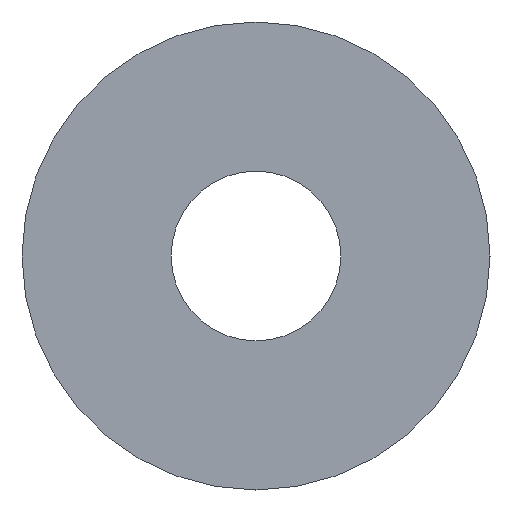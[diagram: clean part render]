
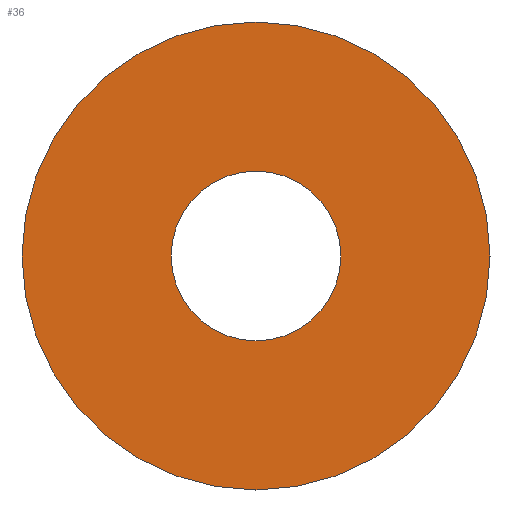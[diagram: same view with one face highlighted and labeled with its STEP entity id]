
A CAD part, left-side view. The second image highlights one B-rep face of the part: STEP entity #36.
In plain terms, the highlighted planar face has unit normal (-1, 0, 0).
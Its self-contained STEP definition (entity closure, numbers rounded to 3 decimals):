
#24 = VERTEX_POINT ( 'NONE', #341 ) ;
#31 = CARTESIAN_POINT ( 'NONE',  ( -1.5, 0., 0. ) ) ;
#36 = ADVANCED_FACE ( 'NONE', ( #416, #183 ), #64, .F. ) ;
#61 = CARTESIAN_POINT ( 'NONE',  ( -1.5, 4.55, 0. ) ) ;
#64 = PLANE ( 'NONE',  #283 ) ;
#69 = DIRECTION ( 'NONE',  ( 0., 0., -1. ) ) ;
#74 = EDGE_CURVE ( 'NONE', #24, #147, #417, .T. ) ;
#78 = DIRECTION ( 'NONE',  ( 1., 0., 0. ) ) ;
#80 = CIRCLE ( 'NONE', #96, 4.55 ) ;
#83 = DIRECTION ( 'NONE',  ( 0., 0., -1. ) ) ;
#93 = EDGE_LOOP ( 'NONE', ( #149, #510 ) ) ;
#96 = AXIS2_PLACEMENT_3D ( 'NONE', #181, #378, #112 ) ;
#103 = EDGE_CURVE ( 'NONE', #297, #191, #80, .T. ) ;
#112 = DIRECTION ( 'NONE',  ( 0., 0., 1. ) ) ;
#133 = CARTESIAN_POINT ( 'NONE',  ( -1.5, 0., 0. ) ) ;
#135 = DIRECTION ( 'NONE',  ( -1., 0., 0. ) ) ;
#147 = VERTEX_POINT ( 'NONE', #372 ) ;
#149 = ORIENTED_EDGE ( 'NONE', *, *, #74, .T. ) ;
#180 = DIRECTION ( 'NONE',  ( 1., 0., 0. ) ) ;
#181 = CARTESIAN_POINT ( 'NONE',  ( -1.5, 0., 0. ) ) ;
#183 = FACE_OUTER_BOUND ( 'NONE', #408, .T. ) ;
#191 = VERTEX_POINT ( 'NONE', #437 ) ;
#211 = DIRECTION ( 'NONE',  ( 0., 0., 1. ) ) ;
#218 = AXIS2_PLACEMENT_3D ( 'NONE', #133, #135, #211 ) ;
#256 = EDGE_CURVE ( 'NONE', #147, #24, #382, .T. ) ;
#273 = CARTESIAN_POINT ( 'NONE',  ( -1.5, 0., -4.55 ) ) ;
#276 = AXIS2_PLACEMENT_3D ( 'NONE', #31, #458, #333 ) ;
#283 = AXIS2_PLACEMENT_3D ( 'NONE', #61, #180, #69 ) ;
#297 = VERTEX_POINT ( 'NONE', #273 ) ;
#333 = DIRECTION ( 'NONE',  ( 0., 0., -1. ) ) ;
#341 = CARTESIAN_POINT ( 'NONE',  ( -1.5, 0., -1.65 ) ) ;
#360 = EDGE_CURVE ( 'NONE', #191, #297, #444, .T. ) ;
#372 = CARTESIAN_POINT ( 'NONE',  ( -1.5, 0., 1.65 ) ) ;
#378 = DIRECTION ( 'NONE',  ( -1., 0., 0. ) ) ;
#382 = CIRCLE ( 'NONE', #467, 1.65 ) ;
#387 = ORIENTED_EDGE ( 'NONE', *, *, #103, .T. ) ;
#403 = ORIENTED_EDGE ( 'NONE', *, *, #360, .T. ) ;
#408 = EDGE_LOOP ( 'NONE', ( #403, #387 ) ) ;
#416 = FACE_BOUND ( 'NONE', #93, .T. ) ;
#417 = CIRCLE ( 'NONE', #276, 1.65 ) ;
#437 = CARTESIAN_POINT ( 'NONE',  ( -1.5, 0., 4.55 ) ) ;
#439 = CARTESIAN_POINT ( 'NONE',  ( -1.5, 0., 0. ) ) ;
#444 = CIRCLE ( 'NONE', #218, 4.55 ) ;
#458 = DIRECTION ( 'NONE',  ( 1., 0., 0. ) ) ;
#467 = AXIS2_PLACEMENT_3D ( 'NONE', #439, #78, #83 ) ;
#510 = ORIENTED_EDGE ( 'NONE', *, *, #256, .T. ) ;
